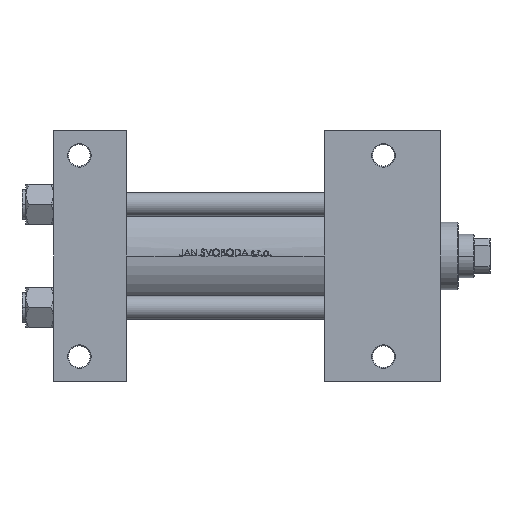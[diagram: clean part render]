
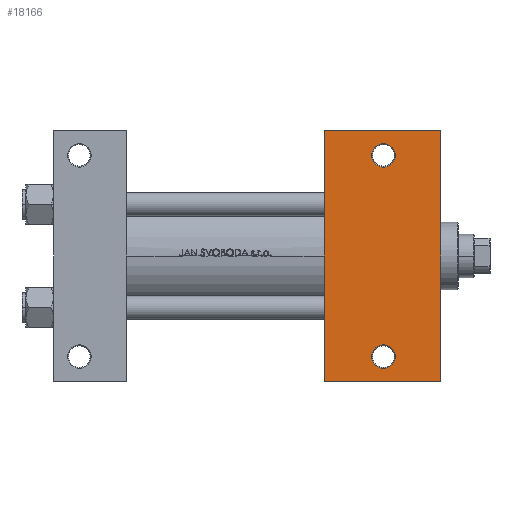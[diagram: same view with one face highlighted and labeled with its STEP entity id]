
A CAD part, front view. The second image highlights one B-rep face of the part: STEP entity #18166.
In plain terms, the highlighted face is planar.
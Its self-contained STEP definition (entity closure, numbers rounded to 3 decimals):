
#51 = EDGE_LOOP ( 'NONE', ( #13606, #43170, #21990, #19480 ) ) ;
#1392 = CARTESIAN_POINT ( 'NONE',  ( 137., -63.5, -37.5 ) ) ;
#1613 = EDGE_CURVE ( 'NONE', #34900, #43721, #2764, .T. ) ;
#2184 = CARTESIAN_POINT ( 'NONE',  ( 196., 37.5, -37.5 ) ) ;
#2764 = CIRCLE ( 'NONE', #21852, 5.999 ) ;
#3112 = CARTESIAN_POINT ( 'NONE',  ( 137., -63.5, -37.5 ) ) ;
#3239 = VERTEX_POINT ( 'NONE', #13951 ) ;
#3866 = EDGE_LOOP ( 'NONE', ( #12381, #44162 ) ) ;
#5911 = DIRECTION ( 'NONE',  ( 0., 0., 1. ) ) ;
#7013 = VECTOR ( 'NONE', #17853, 1000. ) ;
#7266 = EDGE_CURVE ( 'NONE', #46174, #29045, #35510, .T. ) ;
#7830 = EDGE_LOOP ( 'NONE', ( #25545, #28036 ) ) ;
#8077 = CARTESIAN_POINT ( 'NONE',  ( 173., 51., -37.5 ) ) ;
#8095 = CARTESIAN_POINT ( 'NONE',  ( 137., 63.5, -37.5 ) ) ;
#8949 = EDGE_CURVE ( 'NONE', #3239, #46174, #33562, .T. ) ;
#9069 = DIRECTION ( 'NONE',  ( 0., 0., 1. ) ) ;
#9301 = VECTOR ( 'NONE', #32279, 1000. ) ;
#9535 = CARTESIAN_POINT ( 'NONE',  ( 167., 51., -37.5 ) ) ;
#9669 = VERTEX_POINT ( 'NONE', #33220 ) ;
#10522 = DIRECTION ( 'NONE',  ( -1., 0., 0. ) ) ;
#11344 = DIRECTION ( 'NONE',  ( -1., 0., 0. ) ) ;
#12074 = DIRECTION ( 'NONE',  ( -1., 0., 0. ) ) ;
#12381 = ORIENTED_EDGE ( 'NONE', *, *, #1613, .T. ) ;
#13282 = DIRECTION ( 'NONE',  ( 0., 0., 1. ) ) ;
#13606 = ORIENTED_EDGE ( 'NONE', *, *, #43975, .F. ) ;
#13691 = AXIS2_PLACEMENT_3D ( 'NONE', #31493, #9069, #12074 ) ;
#13951 = CARTESIAN_POINT ( 'NONE',  ( 196., 63.5, -37.5 ) ) ;
#16611 = CARTESIAN_POINT ( 'NONE',  ( 167., 51., -37.5 ) ) ;
#16848 = DIRECTION ( 'NONE',  ( -1., 0., 0. ) ) ;
#17853 = DIRECTION ( 'NONE',  ( 0., -1., 0. ) ) ;
#18166 = ADVANCED_FACE ( 'NONE', ( #18804, #22801, #37734 ), #18553, .T. ) ;
#18553 = PLANE ( 'NONE',  #21268 ) ;
#18718 = AXIS2_PLACEMENT_3D ( 'NONE', #9535, #39901, #10522 ) ;
#18804 = FACE_BOUND ( 'NONE', #3866, .T. ) ;
#19480 = ORIENTED_EDGE ( 'NONE', *, *, #7266, .T. ) ;
#20984 = DIRECTION ( 'NONE',  ( -1., 0., 0. ) ) ;
#21268 = AXIS2_PLACEMENT_3D ( 'NONE', #26309, #26799, #11344 ) ;
#21443 = VERTEX_POINT ( 'NONE', #23710 ) ;
#21852 = AXIS2_PLACEMENT_3D ( 'NONE', #16611, #5911, #16848 ) ;
#21990 = ORIENTED_EDGE ( 'NONE', *, *, #8949, .T. ) ;
#22801 = FACE_BOUND ( 'NONE', #7830, .T. ) ;
#23710 = CARTESIAN_POINT ( 'NONE',  ( 137., 63.5, -37.5 ) ) ;
#24262 = AXIS2_PLACEMENT_3D ( 'NONE', #47403, #13282, #20984 ) ;
#25230 = LINE ( 'NONE', #40892, #40366 ) ;
#25545 = ORIENTED_EDGE ( 'NONE', *, *, #33991, .T. ) ;
#25605 = CARTESIAN_POINT ( 'NONE',  ( 173., -51., -37.5 ) ) ;
#25972 = DIRECTION ( 'NONE',  ( 0., -1., 0. ) ) ;
#26309 = CARTESIAN_POINT ( 'NONE',  ( 196., 37.5, -37.5 ) ) ;
#26799 = DIRECTION ( 'NONE',  ( 0., 0., -1. ) ) ;
#28036 = ORIENTED_EDGE ( 'NONE', *, *, #46552, .T. ) ;
#29045 = VERTEX_POINT ( 'NONE', #3112 ) ;
#30772 = LINE ( 'NONE', #8095, #36762 ) ;
#31249 = DIRECTION ( 'NONE',  ( 1., 0., 0. ) ) ;
#31493 = CARTESIAN_POINT ( 'NONE',  ( 167., -51., -37.5 ) ) ;
#31579 = VERTEX_POINT ( 'NONE', #25605 ) ;
#32279 = DIRECTION ( 'NONE',  ( -1., 0., 0. ) ) ;
#33139 = EDGE_CURVE ( 'NONE', #21443, #3239, #30772, .T. ) ;
#33220 = CARTESIAN_POINT ( 'NONE',  ( 161.001, -51., -37.5 ) ) ;
#33562 = LINE ( 'NONE', #2184, #7013 ) ;
#33879 = CARTESIAN_POINT ( 'NONE',  ( 196., -63.5, -37.5 ) ) ;
#33991 = EDGE_CURVE ( 'NONE', #9669, #31579, #35163, .T. ) ;
#34900 = VERTEX_POINT ( 'NONE', #35955 ) ;
#35163 = CIRCLE ( 'NONE', #13691, 5.999 ) ;
#35510 = LINE ( 'NONE', #1392, #9301 ) ;
#35955 = CARTESIAN_POINT ( 'NONE',  ( 161.001, 51., -37.5 ) ) ;
#36762 = VECTOR ( 'NONE', #31249, 1000. ) ;
#37734 = FACE_OUTER_BOUND ( 'NONE', #51, .T. ) ;
#39901 = DIRECTION ( 'NONE',  ( 0., 0., 1. ) ) ;
#40188 = CIRCLE ( 'NONE', #18718, 5.999 ) ;
#40366 = VECTOR ( 'NONE', #25972, 1000. ) ;
#40892 = CARTESIAN_POINT ( 'NONE',  ( 137., 37.5, -37.5 ) ) ;
#43170 = ORIENTED_EDGE ( 'NONE', *, *, #33139, .T. ) ;
#43721 = VERTEX_POINT ( 'NONE', #8077 ) ;
#43975 = EDGE_CURVE ( 'NONE', #21443, #29045, #25230, .T. ) ;
#44162 = ORIENTED_EDGE ( 'NONE', *, *, #48457, .T. ) ;
#46174 = VERTEX_POINT ( 'NONE', #33879 ) ;
#46552 = EDGE_CURVE ( 'NONE', #31579, #9669, #47335, .T. ) ;
#47335 = CIRCLE ( 'NONE', #24262, 5.999 ) ;
#47403 = CARTESIAN_POINT ( 'NONE',  ( 167., -51., -37.5 ) ) ;
#48457 = EDGE_CURVE ( 'NONE', #43721, #34900, #40188, .T. ) ;
